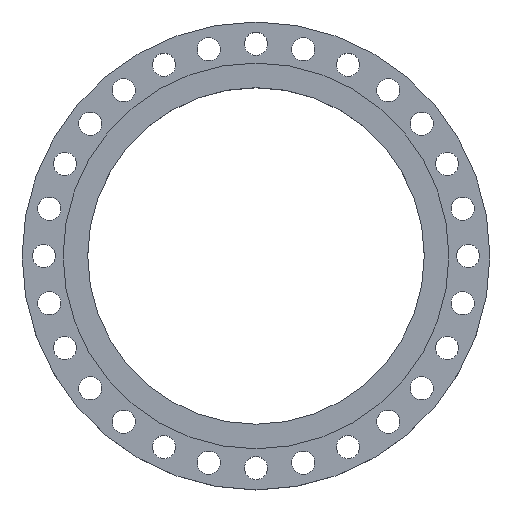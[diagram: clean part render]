
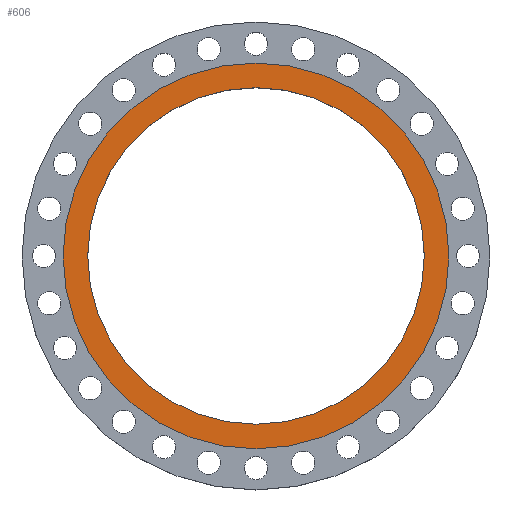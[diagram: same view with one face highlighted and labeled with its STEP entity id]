
A CAD part, top view. The second image highlights one B-rep face of the part: STEP entity #606.
In plain terms, the highlighted planar face has unit normal (0, 0, 1).
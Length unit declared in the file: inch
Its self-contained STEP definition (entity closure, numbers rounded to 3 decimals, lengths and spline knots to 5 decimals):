
#46 = ORIENTED_EDGE ( 'NONE', *, *, #2062, .T. ) ;
#59 = EDGE_CURVE ( 'NONE', #362, #422, #2003, .T. ) ;
#102 = CARTESIAN_POINT ( 'NONE',  ( 0., 0., 0. ) ) ;
#117 = DIRECTION ( 'NONE',  ( 0., 0., 1. ) ) ;
#218 = AXIS2_PLACEMENT_3D ( 'NONE', #1101, #117, #322 ) ;
#322 = DIRECTION ( 'NONE',  ( 1., 0., 0. ) ) ;
#341 = CIRCLE ( 'NONE', #1078, 17.625 ) ;
#362 = VERTEX_POINT ( 'NONE', #735 ) ;
#422 = VERTEX_POINT ( 'NONE', #1446 ) ;
#512 = EDGE_CURVE ( 'NONE', #1745, #936, #341, .T. ) ;
#600 = CARTESIAN_POINT ( 'NONE',  ( 0., 15.375, 0. ) ) ;
#606 = ADVANCED_FACE ( 'NONE', ( #984, #1940 ), #1134, .F. ) ;
#642 = CARTESIAN_POINT ( 'NONE',  ( 0., 0., 0. ) ) ;
#654 = ORIENTED_EDGE ( 'NONE', *, *, #59, .F. ) ;
#658 = DIRECTION ( 'NONE',  ( 0., 0., 1. ) ) ;
#735 = CARTESIAN_POINT ( 'NONE',  ( 15.375, 0., 0. ) ) ;
#936 = VERTEX_POINT ( 'NONE', #1417 ) ;
#965 = AXIS2_PLACEMENT_3D ( 'NONE', #2201, #2001, #2382 ) ;
#984 = FACE_BOUND ( 'NONE', #1822, .T. ) ;
#1078 = AXIS2_PLACEMENT_3D ( 'NONE', #102, #1488, #2091 ) ;
#1101 = CARTESIAN_POINT ( 'NONE',  ( 0., 0., 0. ) ) ;
#1131 = AXIS2_PLACEMENT_3D ( 'NONE', #600, #2339, #2377 ) ;
#1134 = PLANE ( 'NONE',  #1131 ) ;
#1160 = ORIENTED_EDGE ( 'NONE', *, *, #1496, .F. ) ;
#1227 = CARTESIAN_POINT ( 'NONE',  ( -17.625, 0., 0. ) ) ;
#1417 = CARTESIAN_POINT ( 'NONE',  ( 17.625, 0., 0. ) ) ;
#1445 = DIRECTION ( 'NONE',  ( 1., 0., 0. ) ) ;
#1446 = CARTESIAN_POINT ( 'NONE',  ( -15.375, 0., 0. ) ) ;
#1488 = DIRECTION ( 'NONE',  ( 0., 0., 1. ) ) ;
#1496 = EDGE_CURVE ( 'NONE', #422, #362, #1559, .T. ) ;
#1559 = CIRCLE ( 'NONE', #965, 15.375 ) ;
#1745 = VERTEX_POINT ( 'NONE', #1227 ) ;
#1822 = EDGE_LOOP ( 'NONE', ( #654, #1160 ) ) ;
#1927 = AXIS2_PLACEMENT_3D ( 'NONE', #642, #658, #1445 ) ;
#1931 = EDGE_LOOP ( 'NONE', ( #46, #2537 ) ) ;
#1940 = FACE_OUTER_BOUND ( 'NONE', #1931, .T. ) ;
#2001 = DIRECTION ( 'NONE',  ( 0., 0., 1. ) ) ;
#2003 = CIRCLE ( 'NONE', #1927, 15.375 ) ;
#2062 = EDGE_CURVE ( 'NONE', #936, #1745, #2269, .T. ) ;
#2091 = DIRECTION ( 'NONE',  ( 1., 0., 0. ) ) ;
#2201 = CARTESIAN_POINT ( 'NONE',  ( 0., 0., 0. ) ) ;
#2269 = CIRCLE ( 'NONE', #218, 17.625 ) ;
#2339 = DIRECTION ( 'NONE',  ( 0., 0., -1. ) ) ;
#2377 = DIRECTION ( 'NONE',  ( -1., 0., 0. ) ) ;
#2382 = DIRECTION ( 'NONE',  ( 1., 0., 0. ) ) ;
#2537 = ORIENTED_EDGE ( 'NONE', *, *, #512, .T. ) ;
